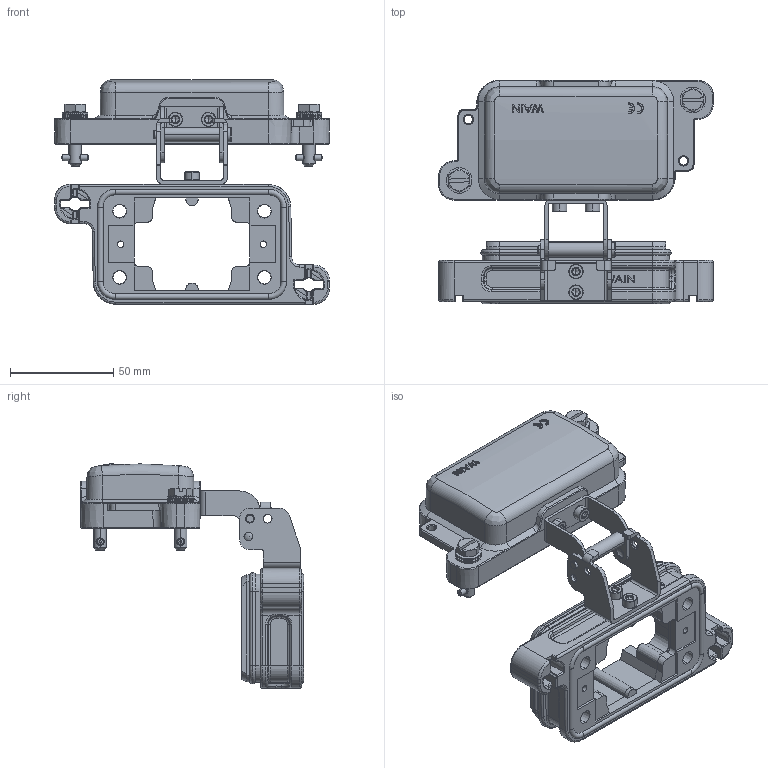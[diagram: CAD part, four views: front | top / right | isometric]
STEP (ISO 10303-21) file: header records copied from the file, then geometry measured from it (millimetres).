
FILE_DESCRIPTION(/* description */ (''),/* implementation_level */ '2;1');
FILE_NAME(/* name */ '3D_1136063701001_HP6B_H-BK-2T-MCV_V1.1.STP',/* time_stamp */ '2023-12-27T16:05:27+08:00',/* author */ (''),/* organization */ (''),/* preprocessor_version */ 'ST-DEVELOPER v18.1',/* originating_system */ 'SIEMENS PLM Software NX 1980',/* authorisation */ '');
FILE_SCHEMA (('AP203_CONFIGURATION_CONTROLLED_3D_DESIGN_OF_MECHANICAL_PARTS_AND_ASSEMBLIES_MIM_LF { 1 0 10303 403 2 1 2}'));
Products named in the file (1): temp1
Bounding box: 133 x 107.99 x 108.58 mm (x, y, z)
Volume: 112455.8 mm3; surface area: 71578.2 mm2
Topology: 11 solids, 18 shells, 1692 faces, 4335 edges, 2691 vertices
Faces by surface type: plane 696, cylinder 443, torus 209, cone 176, bspline 128, sphere 24, extrusion 16
Entity records: 62579 total; most frequent: CARTESIAN_POINT 25125, ORIENTED_EDGE 8606, DIRECTION 6454, EDGE_CURVE 4303, VERTEX_POINT 2683, AXIS2_PLACEMENT_3D 2344, EDGE_LOOP 1776, VECTOR 1766
